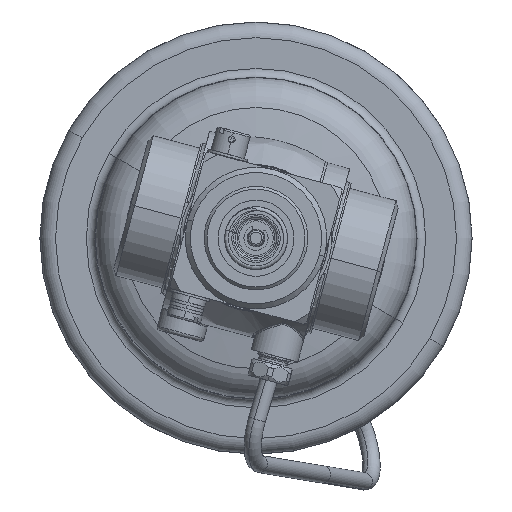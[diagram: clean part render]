
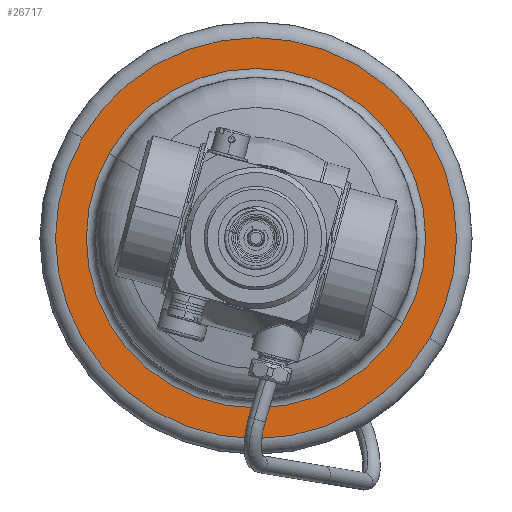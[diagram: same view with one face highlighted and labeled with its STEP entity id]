
A CAD part, front view. The second image highlights one B-rep face of the part: STEP entity #26717.
In plain terms, the highlighted planar face has unit normal (0, -1, 0).
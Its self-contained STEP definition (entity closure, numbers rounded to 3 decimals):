
#5453=CARTESIAN_POINT('',(0.,76.4,0.));
#5454=DIRECTION('',(0.,-1.,0.));
#5455=DIRECTION('',(-0.866,0.,0.5));
#5456=AXIS2_PLACEMENT_3D('',#5453,#5454,#5455);
#5458=CARTESIAN_POINT('',(0.,76.4,0.));
#5459=DIRECTION('',(0.,1.,0.));
#5460=DIRECTION('',(-0.866,0.,0.5));
#5461=AXIS2_PLACEMENT_3D('',#5458,#5459,#5460);
#5463=CARTESIAN_POINT('',(0.,76.4,0.));
#5464=DIRECTION('',(0.,1.,0.));
#5465=DIRECTION('',(-0.866,0.,0.5));
#5466=AXIS2_PLACEMENT_3D('',#5463,#5464,#5465);
#5468=CARTESIAN_POINT('',(0.,76.4,0.));
#5469=DIRECTION('',(0.,-1.,0.));
#5470=DIRECTION('',(-0.866,0.,0.5));
#5471=AXIS2_PLACEMENT_3D('',#5468,#5469,#5470);
#15870=CARTESIAN_POINT('',(-50.272,76.4,29.025));
#15872=VERTEX_POINT('',#15870);
#15873=CARTESIAN_POINT('',(-42.554,76.4,24.569));
#15875=VERTEX_POINT('',#15873);
#15902=CARTESIAN_POINT('',(50.272,76.4,-29.025));
#15904=VERTEX_POINT('',#15902);
#15905=CARTESIAN_POINT('',(42.554,76.4,-24.569));
#15907=VERTEX_POINT('',#15905);
#26702=CARTESIAN_POINT('',(0.,76.4,0.));
#26703=DIRECTION('',(0.,1.,0.));
#26704=DIRECTION('',(0.866,0.,-0.5));
#26705=AXIS2_PLACEMENT_3D('',#26702,#26703,#26704);
#26706=PLANE('',#26705);
#26708=ORIENTED_EDGE('',*,*,#26707,.T.);
#26710=ORIENTED_EDGE('',*,*,#26709,.F.);
#26711=EDGE_LOOP('',(#26708,#26710));
#26712=FACE_OUTER_BOUND('',#26711,.F.);
#26713=ORIENTED_EDGE('',*,*,#26684,.T.);
#26714=ORIENTED_EDGE('',*,*,#26695,.F.);
#26715=EDGE_LOOP('',(#26713,#26714));
#26716=FACE_BOUND('',#26715,.F.);
#26717=ADVANCED_FACE('',(#26712,#26716),#26706,.F.);
#5457=CIRCLE('',#5456,49.137);
#5462=CIRCLE('',#5461,49.137);
#5467=CIRCLE('',#5466,58.05);
#5472=CIRCLE('',#5471,58.05);
#26684=EDGE_CURVE('',#15875,#15907,#5457,.T.);
#26695=EDGE_CURVE('',#15875,#15907,#5462,.T.);
#26707=EDGE_CURVE('',#15872,#15904,#5467,.T.);
#26709=EDGE_CURVE('',#15872,#15904,#5472,.T.);
